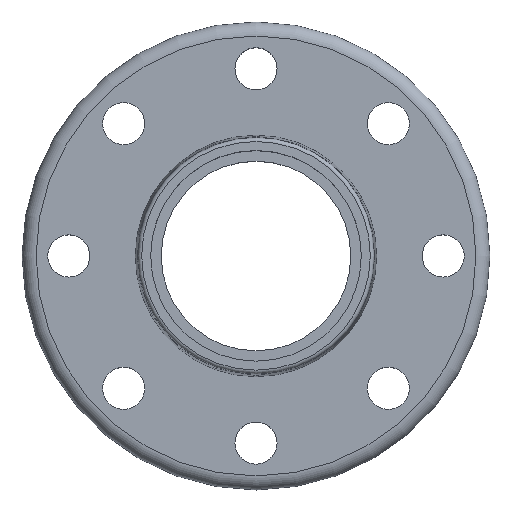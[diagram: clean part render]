
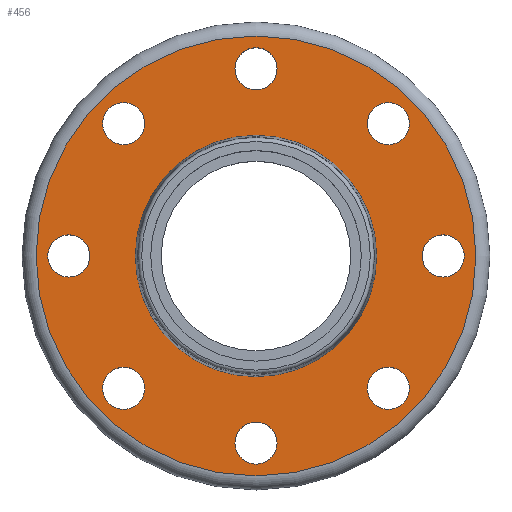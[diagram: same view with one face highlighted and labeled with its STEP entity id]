
A CAD part, top view. The second image highlights one B-rep face of the part: STEP entity #456.
In plain terms, the highlighted planar face has unit normal (0, 0, 1).
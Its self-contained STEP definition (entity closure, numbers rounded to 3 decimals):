
#17=PLANE($,#515);
#40=FACE_BOUND($,#139,.T.);
#41=FACE_BOUND($,#140,.T.);
#42=FACE_BOUND($,#141,.T.);
#43=FACE_BOUND($,#142,.T.);
#44=FACE_BOUND($,#143,.T.);
#45=FACE_BOUND($,#144,.T.);
#46=FACE_BOUND($,#145,.T.);
#47=FACE_BOUND($,#146,.T.);
#48=FACE_BOUND($,#147,.T.);
#49=FACE_BOUND($,#148,.T.);
#139=EDGE_LOOP($,(#359));
#140=EDGE_LOOP($,(#360));
#141=EDGE_LOOP($,(#361));
#142=EDGE_LOOP($,(#362));
#143=EDGE_LOOP($,(#363));
#144=EDGE_LOOP($,(#364));
#145=EDGE_LOOP($,(#365));
#146=EDGE_LOOP($,(#366));
#147=EDGE_LOOP($,(#367));
#148=EDGE_LOOP($,(#368));
#206=CIRCLE($,#486,9.);
#208=CIRCLE($,#489,9.);
#210=CIRCLE($,#492,9.);
#212=CIRCLE($,#495,9.);
#214=CIRCLE($,#498,9.);
#216=CIRCLE($,#501,9.);
#218=CIRCLE($,#504,9.);
#220=CIRCLE($,#507,9.);
#224=CIRCLE($,#514,51.6);
#225=CIRCLE($,#516,94.);
#250=VERTEX_POINT($,#730);
#252=VERTEX_POINT($,#735);
#254=VERTEX_POINT($,#740);
#256=VERTEX_POINT($,#745);
#258=VERTEX_POINT($,#750);
#260=VERTEX_POINT($,#755);
#262=VERTEX_POINT($,#760);
#264=VERTEX_POINT($,#765);
#268=VERTEX_POINT($,#776);
#269=VERTEX_POINT($,#779);
#294=EDGE_CURVE($,#250,#250,#206,.T.);
#296=EDGE_CURVE($,#252,#252,#208,.T.);
#298=EDGE_CURVE($,#254,#254,#210,.T.);
#300=EDGE_CURVE($,#256,#256,#212,.T.);
#302=EDGE_CURVE($,#258,#258,#214,.T.);
#304=EDGE_CURVE($,#260,#260,#216,.T.);
#306=EDGE_CURVE($,#262,#262,#218,.T.);
#308=EDGE_CURVE($,#264,#264,#220,.T.);
#312=EDGE_CURVE($,#268,#268,#224,.T.);
#313=EDGE_CURVE($,#269,#269,#225,.T.);
#359=ORIENTED_EDGE($,*,*,#294,.T.);
#360=ORIENTED_EDGE($,*,*,#296,.T.);
#361=ORIENTED_EDGE($,*,*,#298,.T.);
#362=ORIENTED_EDGE($,*,*,#300,.T.);
#363=ORIENTED_EDGE($,*,*,#302,.T.);
#364=ORIENTED_EDGE($,*,*,#304,.T.);
#365=ORIENTED_EDGE($,*,*,#306,.T.);
#366=ORIENTED_EDGE($,*,*,#308,.T.);
#367=ORIENTED_EDGE($,*,*,#313,.F.);
#368=ORIENTED_EDGE($,*,*,#312,.T.);
#456=ADVANCED_FACE($,(#40,#41,#42,#43,#44,#45,#46,#47,#48,#49),#17,.T.);
#486=AXIS2_PLACEMENT_3D($,#731,#570,#571);
#489=AXIS2_PLACEMENT_3D($,#736,#576,#577);
#492=AXIS2_PLACEMENT_3D($,#741,#582,#583);
#495=AXIS2_PLACEMENT_3D($,#746,#588,#589);
#498=AXIS2_PLACEMENT_3D($,#751,#594,#595);
#501=AXIS2_PLACEMENT_3D($,#756,#600,#601);
#504=AXIS2_PLACEMENT_3D($,#761,#606,#607);
#507=AXIS2_PLACEMENT_3D($,#766,#612,#613);
#514=AXIS2_PLACEMENT_3D($,#777,#626,#627);
#515=AXIS2_PLACEMENT_3D($,#778,#628,#629);
#516=AXIS2_PLACEMENT_3D($,#780,#630,#631);
#570=DIRECTION('center_axis',(0.,0.,
-1.));
#571=DIRECTION('ref_axis',(0.707,0.707,0.));
#576=DIRECTION('center_axis',(0.,0.,
-1.));
#577=DIRECTION('ref_axis',(0.,1.,0.));
#582=DIRECTION('center_axis',(0.,0.,
-1.));
#583=DIRECTION('ref_axis',(-0.707,0.707,0.));
#588=DIRECTION('center_axis',(0.,0.,
-1.));
#589=DIRECTION('ref_axis',(-1.,0.,0.));
#594=DIRECTION('center_axis',(0.,0.,
-1.));
#595=DIRECTION('ref_axis',(-0.707,-0.707,0.));
#600=DIRECTION('center_axis',(0.,0.,
-1.));
#601=DIRECTION('ref_axis',(0.,-1.,0.));
#606=DIRECTION('center_axis',(0.,0.,
-1.));
#607=DIRECTION('ref_axis',(0.707,-0.707,0.));
#612=DIRECTION('center_axis',(0.,0.,
-1.));
#613=DIRECTION('ref_axis',(1.,0.,0.));
#626=DIRECTION('center_axis',(0.,0.,-1.));
#627=DIRECTION('ref_axis',(0.,-1.,0.));
#628=DIRECTION('center_axis',(0.,0.,
1.));
#629=DIRECTION('ref_axis',(1.,0.,0.));
#630=DIRECTION('center_axis',(0.,0.,-1.));
#631=DIRECTION('ref_axis',(0.,-1.,0.));
#730=CARTESIAN_POINT('',(-62.933,50.205,22.625));
#731=CARTESIAN_POINT('Origin',(-56.569,56.569,22.625));
#735=CARTESIAN_POINT('',(-80.,-9.,22.625));
#736=CARTESIAN_POINT('Origin',(-80.,0.,22.625));
#740=CARTESIAN_POINT('',(-50.205,-62.933,22.625));
#741=CARTESIAN_POINT('Origin',(-56.569,-56.569,22.625));
#745=CARTESIAN_POINT('',(9.,-80.,22.625));
#746=CARTESIAN_POINT('Origin',(0.,-80.,22.625));
#750=CARTESIAN_POINT('',(62.933,-50.205,22.625));
#751=CARTESIAN_POINT('Origin',(56.569,-56.569,22.625));
#755=CARTESIAN_POINT('',(80.,9.,22.625));
#756=CARTESIAN_POINT('Origin',(80.,0.,22.625));
#760=CARTESIAN_POINT('',(50.205,62.933,22.625));
#761=CARTESIAN_POINT('Origin',(56.569,56.569,22.625));
#765=CARTESIAN_POINT('',(-9.,80.,22.625));
#766=CARTESIAN_POINT('Origin',(0.,80.,22.625));
#776=CARTESIAN_POINT('',(0.,-51.6,22.625));
#777=CARTESIAN_POINT('Origin',(0.,0.,22.625));
#778=CARTESIAN_POINT('Origin',(0.,-72.8,22.625));
#779=CARTESIAN_POINT('',(0.,-94.,22.625));
#780=CARTESIAN_POINT('Origin',(0.,0.,22.625));
